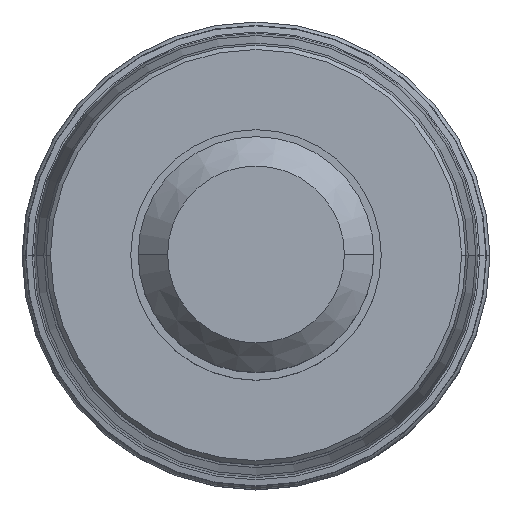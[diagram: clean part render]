
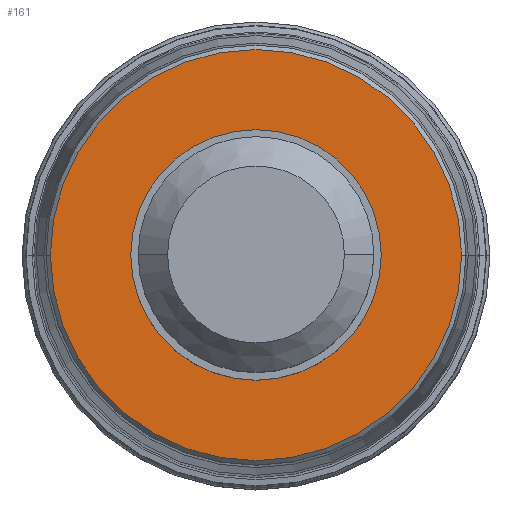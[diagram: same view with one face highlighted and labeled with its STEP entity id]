
A CAD part, top view. The second image highlights one B-rep face of the part: STEP entity #161.
In plain terms, the highlighted planar face has unit normal (0, 0, 1).
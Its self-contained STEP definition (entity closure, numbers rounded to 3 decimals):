
#28=PLANE('',#1444);
#33=FACE_BOUND('',#328,.T.);
#34=FACE_BOUND('',#329,.T.);
#161=ADVANCED_FACE('',(#33,#34),#28,.F.);
#328=EDGE_LOOP('',(#534,#535,#536,#537));
#329=EDGE_LOOP('',(#538,#539));
#534=ORIENTED_EDGE('',*,*,#904,.F.);
#535=ORIENTED_EDGE('',*,*,#905,.F.);
#536=ORIENTED_EDGE('',*,*,#903,.F.);
#537=ORIENTED_EDGE('',*,*,#902,.F.);
#538=ORIENTED_EDGE('',*,*,#906,.F.);
#539=ORIENTED_EDGE('',*,*,#907,.F.);
#762=VERTEX_POINT('',#3263);
#763=VERTEX_POINT('',#3265);
#764=VERTEX_POINT('',#3267);
#765=VERTEX_POINT('',#3271);
#766=VERTEX_POINT('',#3274);
#767=VERTEX_POINT('',#3275);
#902=EDGE_CURVE('',#763,#764,#1089,.T.);
#903=EDGE_CURVE('',#764,#762,#1090,.T.);
#904=EDGE_CURVE('',#765,#763,#1091,.T.);
#905=EDGE_CURVE('',#762,#765,#1092,.T.);
#906=EDGE_CURVE('',#766,#767,#1093,.T.);
#907=EDGE_CURVE('',#767,#766,#1094,.T.);
#1089=CIRCLE('',#1437,13.95);
#1090=CIRCLE('',#1438,13.95);
#1091=CIRCLE('',#1440,13.95);
#1092=CIRCLE('',#1441,13.95);
#1093=CIRCLE('',#1442,8.5);
#1094=CIRCLE('',#1443,8.5);
#1437=AXIS2_PLACEMENT_3D('',#3266,#1763,#1764);
#1438=AXIS2_PLACEMENT_3D('',#3268,#1765,#1766);
#1440=AXIS2_PLACEMENT_3D('',#3270,#1769,#1770);
#1441=AXIS2_PLACEMENT_3D('',#3272,#1771,#1772);
#1442=AXIS2_PLACEMENT_3D('',#3273,#1773,#1774);
#1443=AXIS2_PLACEMENT_3D('',#3276,#1775,#1776);
#1444=AXIS2_PLACEMENT_3D('',#3277,#1777,#1778);
#1763=DIRECTION('',(0.,0.,-1.));
#1764=DIRECTION('',(1.,0.,0.));
#1765=DIRECTION('',(0.,0.,-1.));
#1766=DIRECTION('',(0.,-1.,0.));
#1769=DIRECTION('',(0.,0.,-1.));
#1770=DIRECTION('',(0.,1.,0.));
#1771=DIRECTION('',(0.,0.,-1.));
#1772=DIRECTION('',(-1.,0.,0.));
#1773=DIRECTION('',(0.,0.,1.));
#1774=DIRECTION('',(1.,0.,0.));
#1775=DIRECTION('',(0.,0.,1.));
#1776=DIRECTION('',(-1.,0.,0.));
#1777=DIRECTION('',(0.,0.,-1.));
#1778=DIRECTION('',(-1.,0.,0.));
#3263=CARTESIAN_POINT('',(-13.95,0.,0.));
#3265=CARTESIAN_POINT('',(13.95,0.,0.));
#3266=CARTESIAN_POINT('',(0.,0.,0.));
#3267=CARTESIAN_POINT('',(0.,-13.95,0.));
#3268=CARTESIAN_POINT('',(0.,0.,0.));
#3270=CARTESIAN_POINT('',(0.,0.,0.));
#3271=CARTESIAN_POINT('',(0.,13.95,0.));
#3272=CARTESIAN_POINT('',(0.,0.,0.));
#3273=CARTESIAN_POINT('',(0.,0.,0.));
#3274=CARTESIAN_POINT('',(8.5,0.,0.));
#3275=CARTESIAN_POINT('',(-8.5,0.,0.));
#3276=CARTESIAN_POINT('',(0.,0.,0.));
#3277=CARTESIAN_POINT('',(0.,0.,0.));
